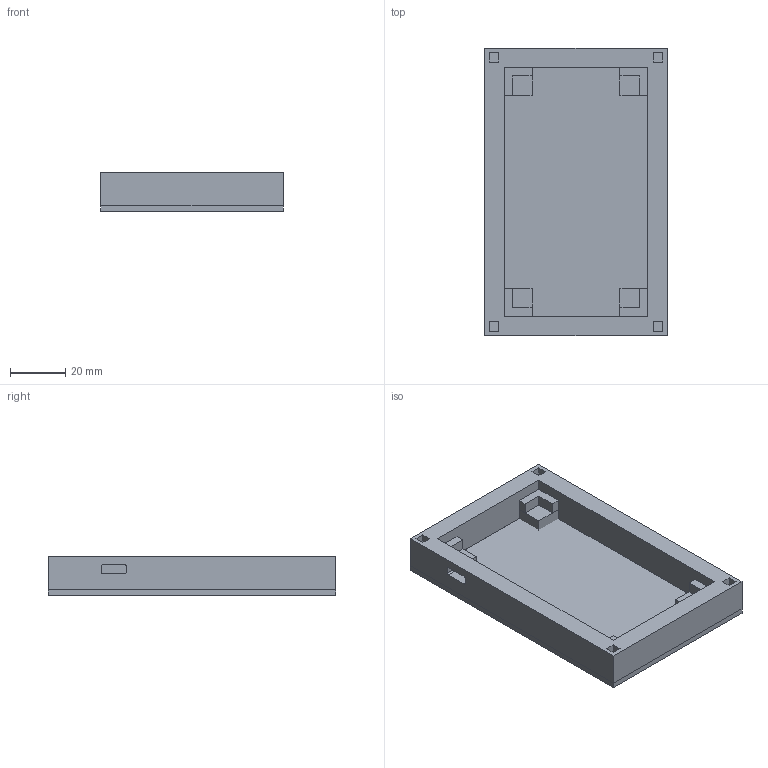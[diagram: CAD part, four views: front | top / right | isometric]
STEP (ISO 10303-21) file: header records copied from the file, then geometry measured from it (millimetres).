
FILE_DESCRIPTION(/* description */ ('STEP AP242 Edition 2','CAx-IF Rec.Pracs.---Representation and Presentation of Product Manufacturing Information (PMI)---4.0---2014-10-13','CAx-IF Rec.Pracs.---3D Tessellated Geometry---0.4---2014-09-14','2;1','CAx-IF Rec.Pracs.---User Defined Attributes---1.5---2016-08-15'),/* implementation_level */ '2;1');
FILE_NAME(/* name */ '69968190dadb3f43870b110f',/* time_stamp */ '2026-02-19T03:20:49Z',/* author */ (''),/* organization */ (''),/* preprocessor_version */ 'ST-DEVELOPER v20',/* originating_system */ 'ONSHAPE BY PTC INC, 1.210',/* authorisation */ ' ');
FILE_SCHEMA (('AP242_MANAGED_MODEL_BASED_3D_ENGINEERING_MIM_LF { 1 0 10303 442 3 1 4 }'));
Length unit declared in the file: metre
Products named in the file (12): spMacropad 1; Part 7; Part 5; Part 8; Part 12; Part 19; Part 4; Part 6; Part 11; Part 9; Part 10; Part 18
Assembly tree (11 placements, depth 2):
  spMacropad 1
    Part 7
    Part 5
    Part 8
    Part 12
    Part 19
    Part 4
    Part 6
    Part 11
    Part 9
    Part 10
    Part 18
Bounding box: 65.73 x 103.75 x 13.98 mm (x, y, z)
Volume: 42427.7 mm3; surface area: 30501.9 mm2
Topology: 11 solids, 11 shells, 110 faces, 252 edges, 168 vertices
Faces by surface type: plane 106, cylinder 4
Entity records: 3796 total; most frequent: CARTESIAN_POINT 542, ORIENTED_EDGE 504, DIRECTION 504, EDGE_CURVE 252, LINE 244, VECTOR 244, VERTEX_POINT 168, AXIS2_PLACEMENT_3D 130
